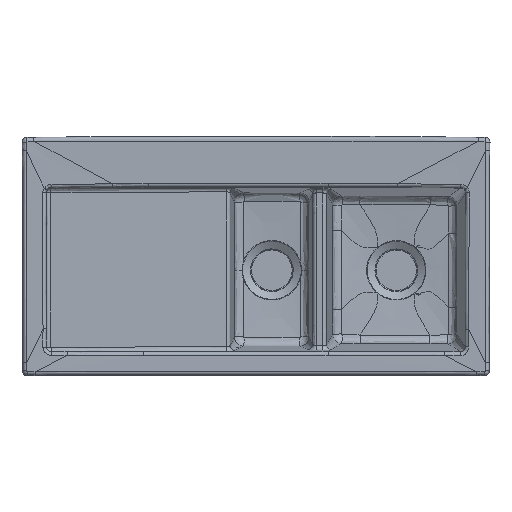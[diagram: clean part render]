
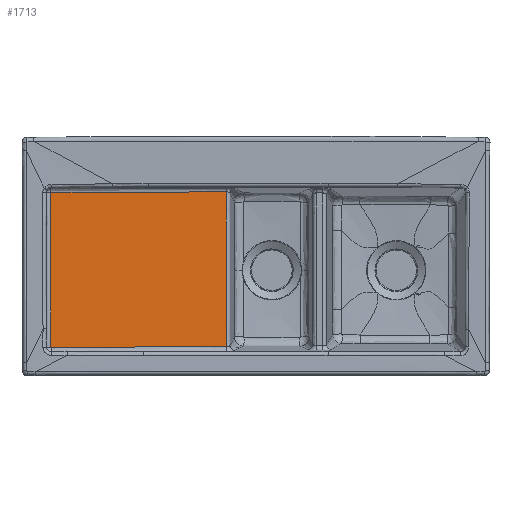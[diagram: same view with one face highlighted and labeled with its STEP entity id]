
A CAD part, top view. The second image highlights one B-rep face of the part: STEP entity #1713.
In plain terms, the highlighted free-form (B-spline) face has degree [3, 1] with [4, 2] control points.
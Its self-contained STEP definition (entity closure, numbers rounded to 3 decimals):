
#244=B_SPLINE_SURFACE_WITH_KNOTS('',3,1,((#28604,#28605),(#28606,#28607),
(#28608,#28609),(#28610,#28611)),.UNSPECIFIED.,.F.,.F.,.F.,(4,4),(2,2),
(0.,1.),(0.,1.),.UNSPECIFIED.);
#1308=B_SPLINE_CURVE_WITH_KNOTS('',3,(#28428,#28429,#28430,#28431),
 .UNSPECIFIED.,.F.,.F.,(4,4),(0.,1.),.UNSPECIFIED.);
#1309=B_SPLINE_CURVE_WITH_KNOTS('',3,(#28460,#28461,#28462,#28463),
 .UNSPECIFIED.,.F.,.F.,(4,4),(0.,1.),.UNSPECIFIED.);
#1310=B_SPLINE_CURVE_WITH_KNOTS('',3,(#28478,#28479,#28480,#28481),
 .UNSPECIFIED.,.F.,.F.,(4,4),(0.,1.),.UNSPECIFIED.);
#1311=B_SPLINE_CURVE_WITH_KNOTS('',3,(#28512,#28513,#28514,#28515,#28516,
#28517,#28518,#28519,#28520,#28521,#28522,#28523,#28524,#28525,#28526,#28527,
#28528,#28529),.UNSPECIFIED.,.F.,.F.,(4,2,2,1,1,1,1,2,2,2,4),(0.,0.5,
0.502,0.504,0.508,0.516,
0.531,0.562,0.625,0.75,
1.),.UNSPECIFIED.);
#1312=B_SPLINE_CURVE_WITH_KNOTS('',3,(#28542,#28543,#28544,#28545),
 .UNSPECIFIED.,.F.,.F.,(4,4),(0.,1.),.UNSPECIFIED.);
#1313=B_SPLINE_CURVE_WITH_KNOTS('',3,(#28574,#28575,#28576,#28577,#28578,
#28579,#28580,#28581,#28582,#28583,#28584,#28585,#28586,#28587,#28588,#28589,
#28590,#28591),.UNSPECIFIED.,.F.,.F.,(4,2,2,1,1,1,1,2,2,2,4),(0.,0.5,0.502,
0.504,0.508,0.516,0.531,0.563,0.625,0.75,1.),
 .UNSPECIFIED.);
#1713=ADVANCED_FACE('',(#2107),#244,.F.);
#2107=FACE_OUTER_BOUND('',#2517,.T.);
#2517=EDGE_LOOP('',(#4388,#4389,#4390,#4391,#4392,#4393));
#4388=ORIENTED_EDGE('',*,*,#5873,.T.);
#4389=ORIENTED_EDGE('',*,*,#5876,.T.);
#4390=ORIENTED_EDGE('',*,*,#5878,.T.);
#4391=ORIENTED_EDGE('',*,*,#5879,.T.);
#4392=ORIENTED_EDGE('',*,*,#5880,.T.);
#4393=ORIENTED_EDGE('',*,*,#5881,.T.);
#4936=VERTEX_POINT('',#28185);
#4938=VERTEX_POINT('',#28322);
#4940=VERTEX_POINT('',#28427);
#4941=VERTEX_POINT('',#28432);
#4942=VERTEX_POINT('',#28459);
#4943=VERTEX_POINT('',#28477);
#5873=EDGE_CURVE('',#4941,#4940,#1308,.T.);
#5876=EDGE_CURVE('',#4940,#4942,#1309,.T.);
#5878=EDGE_CURVE('',#4942,#4943,#1310,.T.);
#5879=EDGE_CURVE('',#4943,#4936,#1311,.T.);
#5880=EDGE_CURVE('',#4936,#4938,#1312,.T.);
#5881=EDGE_CURVE('',#4938,#4941,#1313,.T.);
#28185=CARTESIAN_POINT('',(-66.362,-171.807,-21.556));
#28322=CARTESIAN_POINT('',(-66.354,175.861,-21.549));
#28427=CARTESIAN_POINT('',(-460.645,173.787,-13.39));
#28428=CARTESIAN_POINT('',(-460.126,174.312,-13.404));
#28429=CARTESIAN_POINT('',(-460.416,174.309,-13.398));
#28430=CARTESIAN_POINT('',(-460.646,174.076,-13.392));
#28431=CARTESIAN_POINT('',(-460.645,173.787,-13.39));
#28432=CARTESIAN_POINT('',(-460.126,174.312,-13.404));
#28459=CARTESIAN_POINT('',(-460.223,-172.731,-13.981));
#28460=CARTESIAN_POINT('',(-460.645,173.787,-13.39));
#28461=CARTESIAN_POINT('',(-459.965,58.955,-12.462));
#28462=CARTESIAN_POINT('',(-459.818,-56.555,-12.646));
#28463=CARTESIAN_POINT('',(-460.223,-172.731,-13.981));
#28477=CARTESIAN_POINT('',(-459.697,-173.254,-13.997));
#28478=CARTESIAN_POINT('',(-460.223,-172.731,-13.981));
#28479=CARTESIAN_POINT('',(-460.224,-173.022,-13.985));
#28480=CARTESIAN_POINT('',(-459.988,-173.255,-13.992));
#28481=CARTESIAN_POINT('',(-459.697,-173.254,-13.997));
#28512=CARTESIAN_POINT('',(-459.697,-173.254,-13.997));
#28513=CARTESIAN_POINT('',(-398.959,-172.96,-15.061));
#28514=CARTESIAN_POINT('',(-333.405,-172.671,-16.28));
#28515=CARTESIAN_POINT('',(-262.753,-172.409,-17.648));
#28516=CARTESIAN_POINT('',(-262.548,-172.409,-17.652));
#28517=CARTESIAN_POINT('',(-262.069,-172.407,-17.661));
#28518=CARTESIAN_POINT('',(-261.35,-172.404,-17.675));
#28519=CARTESIAN_POINT('',(-259.67,-172.398,-17.707));
#28520=CARTESIAN_POINT('',(-256.305,-172.386,-17.773));
#28521=CARTESIAN_POINT('',(-249.553,-172.361,-17.904));
#28522=CARTESIAN_POINT('',(-243.729,-172.34,-18.017));
#28523=CARTESIAN_POINT('',(-232.031,-172.299,-18.245));
#28524=CARTESIAN_POINT('',(-224.166,-172.271,-18.399));
#28525=CARTESIAN_POINT('',(-200.375,-172.191,-18.867));
#28526=CARTESIAN_POINT('',(-184.25,-172.138,-19.186));
#28527=CARTESIAN_POINT('',(-135.084,-171.986,-20.165));
#28528=CARTESIAN_POINT('',(-101.251,-171.891,-20.846));
#28529=CARTESIAN_POINT('',(-66.362,-171.807,-21.556));
#28542=CARTESIAN_POINT('',(-66.362,-171.807,-21.556));
#28543=CARTESIAN_POINT('',(-66.347,-55.868,-21.542));
#28544=CARTESIAN_POINT('',(-66.344,60.023,-21.54));
#28545=CARTESIAN_POINT('',(-66.354,175.861,-21.549));
#28574=CARTESIAN_POINT('',(-66.354,175.861,-21.549));
#28575=CARTESIAN_POINT('',(-136.147,175.913,-20.055));
#28576=CARTESIAN_POINT('',(-201.775,175.794,-18.667));
#28577=CARTESIAN_POINT('',(-263.48,175.553,-17.386));
#28578=CARTESIAN_POINT('',(-263.79,175.552,-17.379));
#28579=CARTESIAN_POINT('',(-264.34,175.55,-17.368));
#28580=CARTESIAN_POINT('',(-265.165,175.547,-17.351));
#28581=CARTESIAN_POINT('',(-267.087,175.539,-17.311));
#28582=CARTESIAN_POINT('',(-270.925,175.524,-17.231));
#28583=CARTESIAN_POINT('',(-278.577,175.492,-17.073));
#28584=CARTESIAN_POINT('',(-285.094,175.464,-16.938));
#28585=CARTESIAN_POINT('',(-298.072,175.405,-16.67));
#28586=CARTESIAN_POINT('',(-306.649,175.364,-16.493));
#28587=CARTESIAN_POINT('',(-332.156,175.232,-15.97));
#28588=CARTESIAN_POINT('',(-348.862,175.136,-15.629));
#28589=CARTESIAN_POINT('',(-398.083,174.821,-14.632));
#28590=CARTESIAN_POINT('',(-429.702,174.579,-14.001));
#28591=CARTESIAN_POINT('',(-460.126,174.312,-13.404));
#28604=CARTESIAN_POINT('',(-469.631,-199.998,-14.165));
#28605=CARTESIAN_POINT('',(-58.951,-268.469,-21.707));
#28606=CARTESIAN_POINT('',(-469.002,-66.407,-12.359));
#28607=CARTESIAN_POINT('',(-58.951,-89.49,-21.707));
#28608=CARTESIAN_POINT('',(-469.157,67.209,-12.123));
#28609=CARTESIAN_POINT('',(-58.951,89.49,-21.707));
#28610=CARTESIAN_POINT('',(-470.096,200.804,-13.457));
#28611=CARTESIAN_POINT('',(-58.951,268.469,-21.707));
